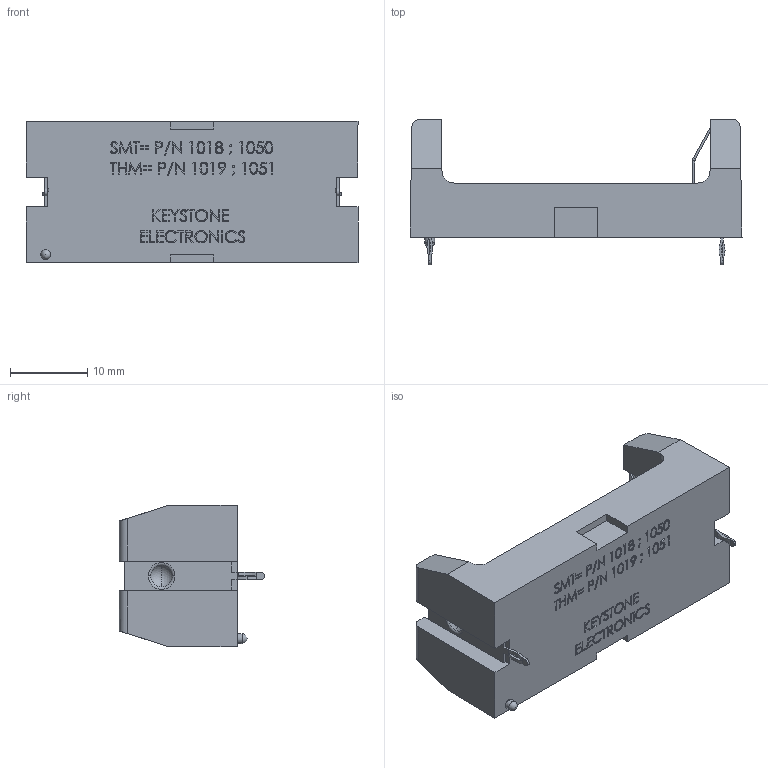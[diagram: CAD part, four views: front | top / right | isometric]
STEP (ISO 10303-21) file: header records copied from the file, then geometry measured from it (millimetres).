
FILE_DESCRIPTION (( 'STEP AP214' ), '1' );
FILE_NAME ('1051.STEP', '2013-03-27T16:06:00', ( 'Richard Maletta' ), ( '' ), 'SwSTEP 2.0', 'SolidWorks 2009', '' );
FILE_SCHEMA (( 'AUTOMOTIVE_DESIGN' ));
Length unit declared in the file: millimetre
Products named in the file (1): 1051
Bounding box: 42.93 x 18.8 x 18.29 mm (x, y, z)
Surface area: 4007.2 mm2 (no closed solid volume)
Topology: 0 solids, 5 shells, 654 faces, 2020 edges, 1356 vertices
Faces by surface type: plane 438, bspline 180, cylinder 27, sphere 5, torus 4
Entity records: 40458 total; most frequent: CARTESIAN_POINT 16742, ORIENTED_EDGE 3626, DIRECTION 2629, EDGE_CURVE 2017, VECTOR 1543, LINE 1543, VERTEX_POINT 1354, EDGE_LOOP 729
